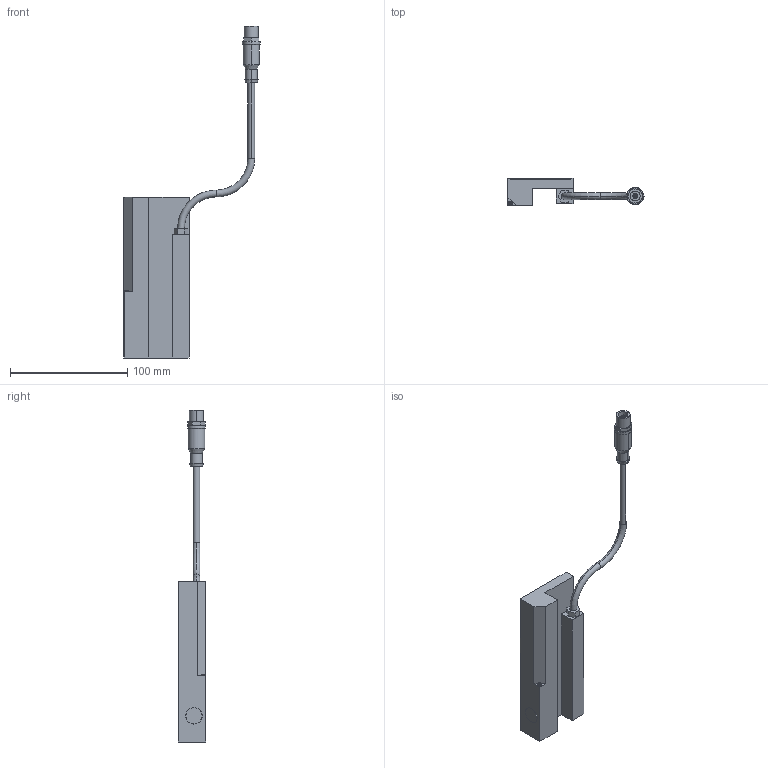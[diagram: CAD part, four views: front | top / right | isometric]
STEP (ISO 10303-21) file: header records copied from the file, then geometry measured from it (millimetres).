
FILE_DESCRIPTION( ( '' ), '1' );
FILE_NAME( 'LKE2001AS1---.stp', '2020-04-16T09:52:34', ( '' ), ( '' ), ' ', ' ', ' ' );
FILE_SCHEMA( ( 'automotive_design' ) );
Length unit declared in the file: millimetre
Products named in the file (1): 1
Bounding box: 116.1 x 23.7 x 283.3 mm (x, y, z)
Volume: 136950.2 mm3; surface area: 34444.3 mm2
Topology: 1 solids, 1 shells, 370 faces, 921 edges, 604 vertices
Faces by surface type: cylinder 202, plane 148, cone 16, torus 4
Entity records: 21780 total; most frequent: DIRECTION 2109, STYLED_ITEM 1896, PRESENTATION_STYLE_ASSIGNMENT 1896, CARTESIAN_POINT 1896, COLOUR_RGB 1896, ORIENTED_EDGE 1842, EDGE_CURVE 921, CURVE_STYLE 921
